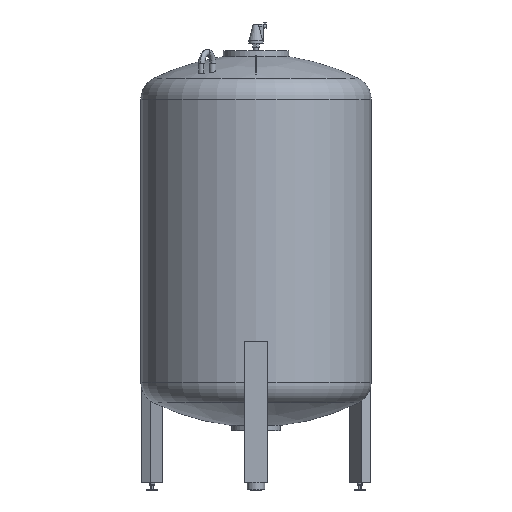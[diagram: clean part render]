
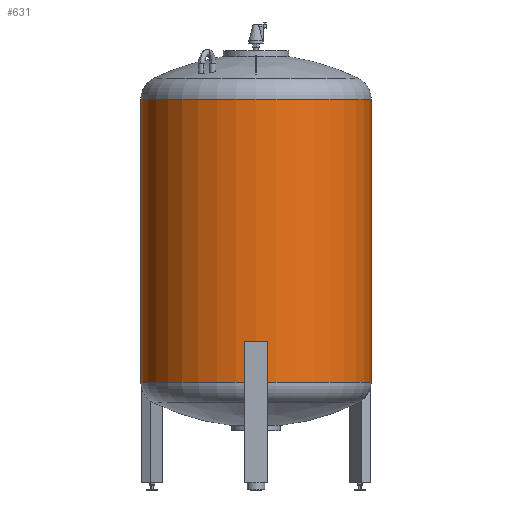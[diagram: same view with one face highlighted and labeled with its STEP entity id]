
A CAD part, front view. The second image highlights one B-rep face of the part: STEP entity #631.
In plain terms, the highlighted cylindrical face has radius 600 mm (diameter 1200 mm), a partial arc.
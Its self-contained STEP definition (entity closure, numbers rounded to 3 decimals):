
#37 = ORIENTED_EDGE ( 'NONE', *, *, #4050, .F. ) ;
#184 = EDGE_CURVE ( 'NONE', #1803, #2548, #3611, .T. ) ;
#204 = VERTEX_POINT ( 'NONE', #2285 ) ;
#249 = CARTESIAN_POINT ( 'NONE',  ( 0., 0., 2037.471 ) ) ;
#394 = CARTESIAN_POINT ( 'NONE',  ( -600., 0., 1300. ) ) ;
#417 = DIRECTION ( 'NONE',  ( 0., 0., 1. ) ) ;
#601 = CARTESIAN_POINT ( 'NONE',  ( 600., 0., 2037.471 ) ) ;
#631 = ADVANCED_FACE ( 'NONE', ( #4000 ), #3294, .T. ) ;
#805 = ORIENTED_EDGE ( 'NONE', *, *, #184, .T. ) ;
#861 = ORIENTED_EDGE ( 'NONE', *, *, #2863, .F. ) ;
#961 = CARTESIAN_POINT ( 'NONE',  ( 600., 0., 1300. ) ) ;
#992 = CARTESIAN_POINT ( 'NONE',  ( 0., 0., 1300. ) ) ;
#1048 = AXIS2_PLACEMENT_3D ( 'NONE', #992, #3362, #3338 ) ;
#1573 = DIRECTION ( 'NONE',  ( 0., 0., -1. ) ) ;
#1589 = VERTEX_POINT ( 'NONE', #3017 ) ;
#1685 = EDGE_LOOP ( 'NONE', ( #37, #861, #805, #3949 ) ) ;
#1761 = DIRECTION ( 'NONE',  ( 0., 0., -1. ) ) ;
#1803 = VERTEX_POINT ( 'NONE', #3437 ) ;
#1812 = VECTOR ( 'NONE', #2936, 1000. ) ;
#1829 = DIRECTION ( 'NONE',  ( -1., 0., 0. ) ) ;
#1937 = AXIS2_PLACEMENT_3D ( 'NONE', #2072, #1761, #3947 ) ;
#1954 = EDGE_CURVE ( 'NONE', #2548, #1589, #4203, .T. ) ;
#1997 = CIRCLE ( 'NONE', #1937, 600. ) ;
#2072 = CARTESIAN_POINT ( 'NONE',  ( 0., 0., 562.529 ) ) ;
#2285 = CARTESIAN_POINT ( 'NONE',  ( -600., 0., 562.529 ) ) ;
#2319 = VECTOR ( 'NONE', #417, 1000. ) ;
#2548 = VERTEX_POINT ( 'NONE', #601 ) ;
#2863 = EDGE_CURVE ( 'NONE', #1803, #204, #1997, .T. ) ;
#2936 = DIRECTION ( 'NONE',  ( 0., 0., 1. ) ) ;
#3017 = CARTESIAN_POINT ( 'NONE',  ( -600., 0., 2037.471 ) ) ;
#3294 = CYLINDRICAL_SURFACE ( 'NONE', #1048, 600. ) ;
#3338 = DIRECTION ( 'NONE',  ( 1., 0., 0. ) ) ;
#3362 = DIRECTION ( 'NONE',  ( 0., 0., 1. ) ) ;
#3386 = LINE ( 'NONE', #394, #2319 ) ;
#3437 = CARTESIAN_POINT ( 'NONE',  ( 600., 0., 562.529 ) ) ;
#3611 = LINE ( 'NONE', #961, #1812 ) ;
#3947 = DIRECTION ( 'NONE',  ( -1., 0., 0. ) ) ;
#3949 = ORIENTED_EDGE ( 'NONE', *, *, #1954, .T. ) ;
#3983 = AXIS2_PLACEMENT_3D ( 'NONE', #249, #1573, #1829 ) ;
#4000 = FACE_OUTER_BOUND ( 'NONE', #1685, .T. ) ;
#4050 = EDGE_CURVE ( 'NONE', #204, #1589, #3386, .T. ) ;
#4203 = CIRCLE ( 'NONE', #3983, 600. ) ;
